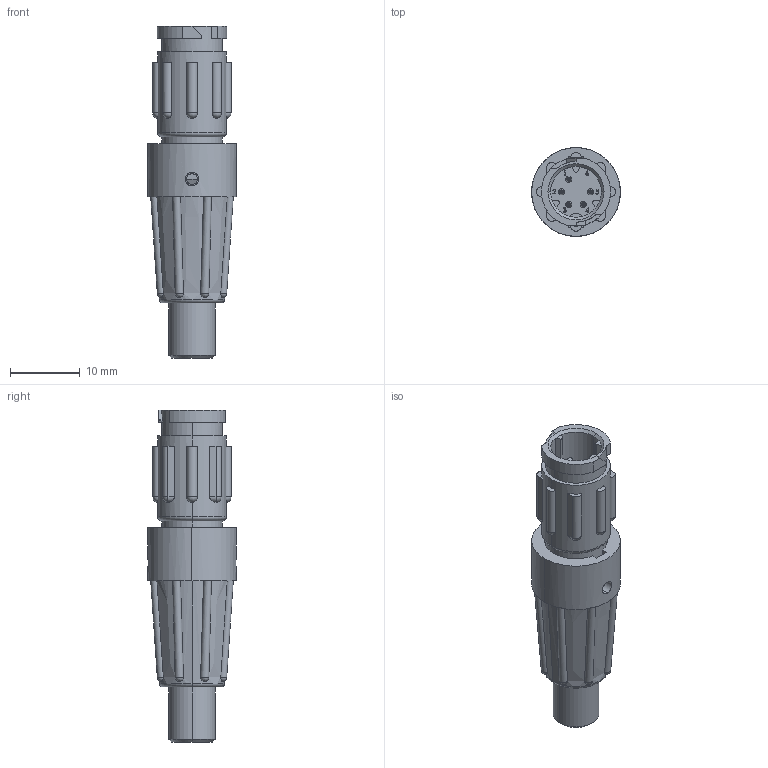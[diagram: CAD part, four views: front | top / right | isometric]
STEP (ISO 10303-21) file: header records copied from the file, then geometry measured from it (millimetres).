
FILE_DESCRIPTION (( 'STEP AP203' ), '1' );
FILE_NAME ('W17980-5PG-P-5XX.STEP', '2021-03-09T16:03:13', ( '' ), ( '' ), 'SwSTEP 2.0', 'SolidWorks 2020', '' );
FILE_SCHEMA (( 'CONFIG_CONTROL_DESIGN' ));
Length unit declared in the file: millimetre
Products named in the file (3): MC IC BACKSHELL 5XX.step; W17980-5PG-P-5XX; 17980-5PG.step
Assembly tree (2 placements, depth 2):
  W17980-5PG-P-5XX
    MC IC BACKSHELL 5XX.step
    17980-5PG.step
Bounding box: 12.7 x 12.7 x 47.5 mm (x, y, z)
Volume: 2858.8 mm3; surface area: 3236 mm2
Topology: 2 solids, 2 shells, 470 faces, 1292 edges, 842 vertices
Faces by surface type: plane 186, cylinder 116, bspline 82, torus 36, cone 28, sphere 22
Entity records: 20479 total; most frequent: CARTESIAN_POINT 8947, ORIENTED_EDGE 2518, DIRECTION 2066, EDGE_CURVE 1259, VERTEX_POINT 833, AXIS2_PLACEMENT_3D 734, VECTOR 598, LINE 598
